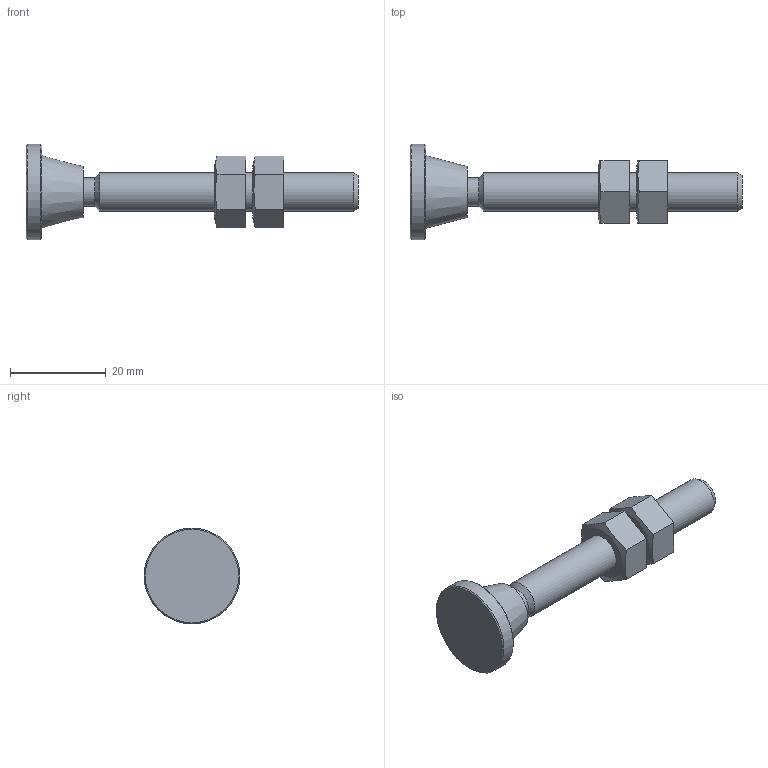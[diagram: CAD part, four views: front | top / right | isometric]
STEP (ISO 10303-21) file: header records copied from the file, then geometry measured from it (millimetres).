
FILE_DESCRIPTION(/* description */ ('Alibre Inc.'),/* implementation_level */ '2;1');
FILE_NAME(/* name */ 'export0',/* time_stamp */ '2012-02-17T13:24:35+01:00',/* author */ (''),/* organization */ (''),/* preprocessor_version */ 'ST-DEVELOPER v12',/* originating_system */ 'Alibre',/* authorisation */ '');
FILE_SCHEMA (('ALIBRE_SCHEMA','CONFIG_CONTROL_DESIGN'));
Length unit declared in the file: millimetre
Products named in the file (1): ID_1
Bounding box: 69.4 x 20 x 20 mm (x, y, z)
Volume: 6099.1 mm3; surface area: 4200.5 mm2
Topology: 4 solids, 4 shells, 35 faces, 75 edges, 48 vertices
Faces by surface type: plane 20, cone 8, cylinder 6, sphere 1
Full cylindrical faces by diameter (mm): 6 x1, 8 x3, 8.1 x1, 20 x1
Entity records: 1893 total; most frequent: CARTESIAN_POINT 320, DIRECTION 233, ORIENTED_EDGE 220, AXIS2_PLACEMENT_3D 111, EDGE_CURVE 110, FACE_BOUND 110, EDGE_LOOP 108, VERTEX_POINT 88
